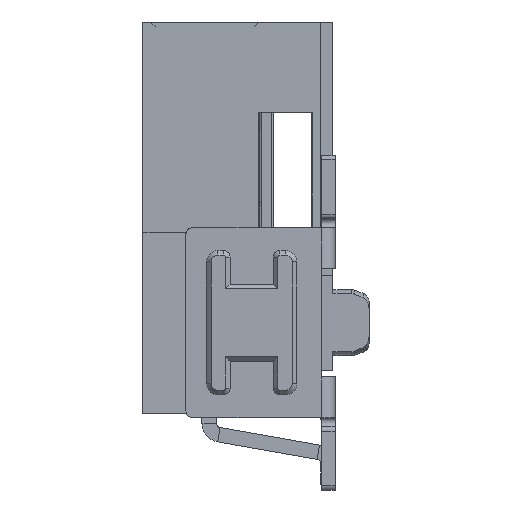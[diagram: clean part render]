
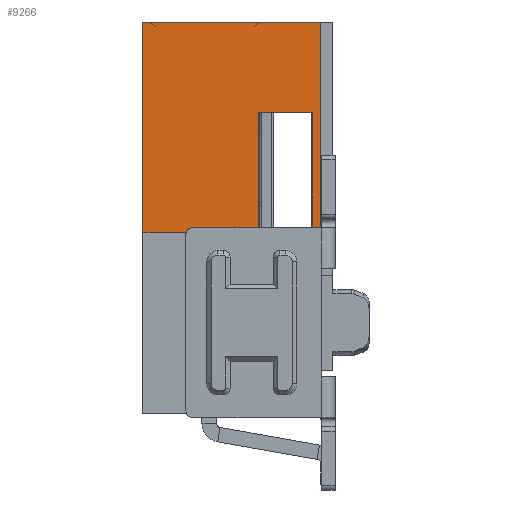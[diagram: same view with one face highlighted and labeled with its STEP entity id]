
A CAD part, left-side view. The second image highlights one B-rep face of the part: STEP entity #9266.
In plain terms, the highlighted planar face has unit normal (-1, 0, 0).
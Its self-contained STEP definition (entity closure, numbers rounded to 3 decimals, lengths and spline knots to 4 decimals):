
#9198=AXIS2_PLACEMENT_3D('Plane Axis2P3D',#9195,#9196,#9197) ;
#2587=CARTESIAN_POINT('Vertex',(1.165,2.455,8.35)) ;
#2590=CARTESIAN_POINT('Line Origine',(1.165,2.455,7.025)) ;
#2594=CARTESIAN_POINT('Vertex',(1.165,2.455,5.7)) ;
#9177=CARTESIAN_POINT('Vertex',(1.165,1.255,8.35)) ;
#9180=CARTESIAN_POINT('Line Origine',(1.165,1.855,8.35)) ;
#9195=CARTESIAN_POINT('Axis2P3D Location',(1.165,5.7655,3.997)) ;
#9200=CARTESIAN_POINT('Line Origine',(1.165,1.075,7.55)) ;
#9204=CARTESIAN_POINT('Vertex',(1.165,1.075,4.75)) ;
#9206=CARTESIAN_POINT('Vertex',(1.165,1.075,10.35)) ;
#9209=CARTESIAN_POINT('Line Origine',(1.165,3.0375,10.35)) ;
#9213=CARTESIAN_POINT('Vertex',(1.165,5.,10.35)) ;
#9216=CARTESIAN_POINT('Line Origine',(1.165,5.,8.025)) ;
#9220=CARTESIAN_POINT('Vertex',(1.165,5.,5.7)) ;
#9223=CARTESIAN_POINT('Line Origine',(1.165,3.7275,5.7)) ;
#9228=CARTESIAN_POINT('Line Origine',(1.165,1.255,7.025)) ;
#9232=CARTESIAN_POINT('Vertex',(1.165,1.255,5.7)) ;
#9235=CARTESIAN_POINT('Line Origine',(1.165,1.2275,5.7)) ;
#9239=CARTESIAN_POINT('Vertex',(1.165,1.2,5.7)) ;
#9242=CARTESIAN_POINT('Line Origine',(1.165,1.2,5.225)) ;
#9246=CARTESIAN_POINT('Vertex',(1.165,1.2,4.75)) ;
#9249=CARTESIAN_POINT('Line Origine',(1.165,1.1375,4.75)) ;
#2591=DIRECTION('Vector Direction',(0.,0.,1.)) ;
#9181=DIRECTION('Vector Direction',(0.,-1.,0.)) ;
#9196=DIRECTION('Axis2P3D Direction',(-1.,0.,0.)) ;
#9197=DIRECTION('Axis2P3D XDirection',(0.,-1.,0.)) ;
#9201=DIRECTION('Vector Direction',(0.,0.,1.)) ;
#9210=DIRECTION('Vector Direction',(0.,-1.,0.)) ;
#9217=DIRECTION('Vector Direction',(0.,0.,-1.)) ;
#9224=DIRECTION('Vector Direction',(0.,-1.,0.)) ;
#9229=DIRECTION('Vector Direction',(0.,0.,-1.)) ;
#9236=DIRECTION('Vector Direction',(0.,-1.,0.)) ;
#9243=DIRECTION('Vector Direction',(0.,0.,-1.)) ;
#9250=DIRECTION('Vector Direction',(0.,-1.,0.)) ;
#2592=VECTOR('Line Direction',#2591,1.) ;
#9182=VECTOR('Line Direction',#9181,1.) ;
#9202=VECTOR('Line Direction',#9201,1.) ;
#9211=VECTOR('Line Direction',#9210,1.) ;
#9218=VECTOR('Line Direction',#9217,1.) ;
#9225=VECTOR('Line Direction',#9224,1.) ;
#9230=VECTOR('Line Direction',#9229,1.) ;
#9237=VECTOR('Line Direction',#9236,1.) ;
#9244=VECTOR('Line Direction',#9243,1.) ;
#9251=VECTOR('Line Direction',#9250,1.) ;
#9255=ORIENTED_EDGE('',*,*,#9208,.T.) ;
#9256=ORIENTED_EDGE('',*,*,#9215,.F.) ;
#9257=ORIENTED_EDGE('',*,*,#9222,.T.) ;
#9258=ORIENTED_EDGE('',*,*,#9227,.T.) ;
#9259=ORIENTED_EDGE('',*,*,#2596,.T.) ;
#9260=ORIENTED_EDGE('',*,*,#9184,.T.) ;
#9261=ORIENTED_EDGE('',*,*,#9234,.T.) ;
#9262=ORIENTED_EDGE('',*,*,#9241,.T.) ;
#9263=ORIENTED_EDGE('',*,*,#9248,.T.) ;
#9264=ORIENTED_EDGE('',*,*,#9253,.T.) ;
#9266=ADVANCED_FACE('Hauptk\X2\00F6\X0\rper',(#9265),#9199,.T.) ;
#2596=EDGE_CURVE('',#2595,#2588,#2593,.T.) ;
#9184=EDGE_CURVE('',#2588,#9178,#9183,.T.) ;
#9208=EDGE_CURVE('',#9205,#9207,#9203,.T.) ;
#9215=EDGE_CURVE('',#9214,#9207,#9212,.T.) ;
#9222=EDGE_CURVE('',#9214,#9221,#9219,.T.) ;
#9227=EDGE_CURVE('',#9221,#2595,#9226,.T.) ;
#9234=EDGE_CURVE('',#9178,#9233,#9231,.T.) ;
#9241=EDGE_CURVE('',#9233,#9240,#9238,.T.) ;
#9248=EDGE_CURVE('',#9240,#9247,#9245,.T.) ;
#9253=EDGE_CURVE('',#9247,#9205,#9252,.T.) ;
#9254=EDGE_LOOP('',(#9255,#9256,#9257,#9258,#9259,#9260,#9261,#9262,#9263,#9264)) ;
#9265=FACE_OUTER_BOUND('',#9254,.T.) ;
#2593=LINE('Line',#2590,#2592) ;
#9183=LINE('Line',#9180,#9182) ;
#9203=LINE('Line',#9200,#9202) ;
#9212=LINE('Line',#9209,#9211) ;
#9219=LINE('Line',#9216,#9218) ;
#9226=LINE('Line',#9223,#9225) ;
#9231=LINE('Line',#9228,#9230) ;
#9238=LINE('Line',#9235,#9237) ;
#9245=LINE('Line',#9242,#9244) ;
#9252=LINE('Line',#9249,#9251) ;
#9199=PLANE('',#9198) ;
#2588=VERTEX_POINT('',#2587) ;
#2595=VERTEX_POINT('',#2594) ;
#9178=VERTEX_POINT('',#9177) ;
#9205=VERTEX_POINT('',#9204) ;
#9207=VERTEX_POINT('',#9206) ;
#9214=VERTEX_POINT('',#9213) ;
#9221=VERTEX_POINT('',#9220) ;
#9233=VERTEX_POINT('',#9232) ;
#9240=VERTEX_POINT('',#9239) ;
#9247=VERTEX_POINT('',#9246) ;
